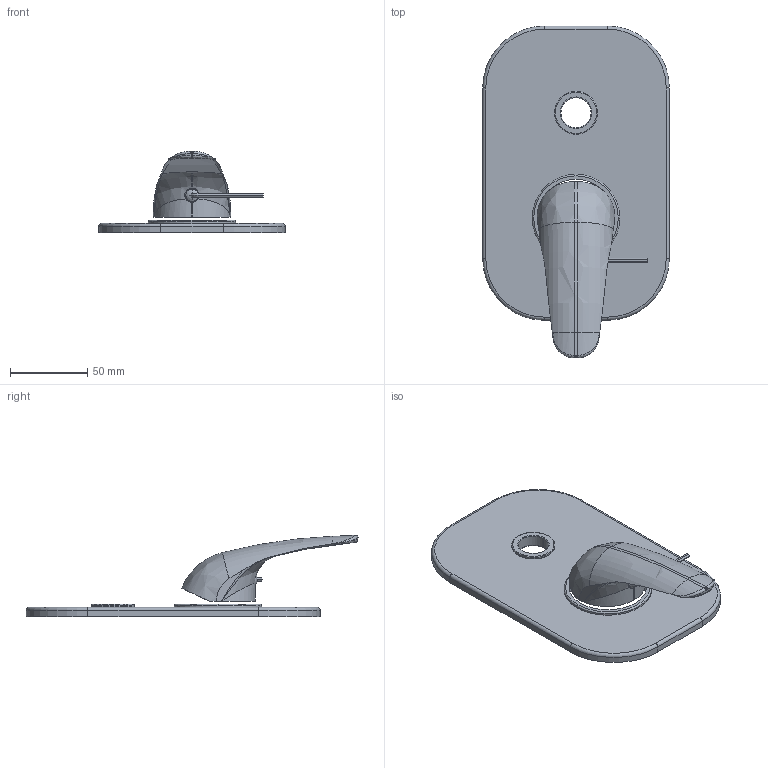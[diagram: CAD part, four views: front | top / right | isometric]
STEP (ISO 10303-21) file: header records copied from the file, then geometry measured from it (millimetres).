
FILE_DESCRIPTION((''),'2;1');
FILE_NAME('DU015CREST_ASM','2021-02-03T11:38:09',('stefano.gianpani'),('PAFFONI SpA'),'CREO PARAMETRIC BY PTC INC, 2020044','CREO PARAMETRIC BY PTC INC, 2020044','');
FILE_SCHEMA(('CONFIG_CONTROL_DESIGN','SHAPE_APPEARANCE_LAYERS_GROUPS'));
Length unit declared in the file: millimetre
Products named in the file (9): 4061044CR; 592305006A2I; CHBR25; TCF08RB91120; 8001113_ASM; 4061115CR; 2091129-F; 2091097; DU015CREST_ASM
Assembly tree (8 placements, depth 3):
  DU015CREST_ASM
    4061044CR
    8001113_ASM
      592305006A2I
      CHBR25
      TCF08RB91120
    4061115CR
    2091129-F
    2091097
Bounding box: 120.5 x 214.4 x 52.52 mm (x, y, z)
Volume: 58477 mm3; surface area: 64245.5 mm2
Topology: 7 solids, 8 shells, 197 faces, 466 edges, 288 vertices
Faces by surface type: plane 67, cylinder 64, torus 24, bspline 18, cone 18, sphere 6
Entity records: 8359 total; most frequent: CARTESIAN_POINT 2162, DIRECTION 998, ORIENTED_EDGE 920, PRESENTATION_STYLE_ASSIGNMENT 471, STYLED_ITEM 470, CURVE_STYLE 462, EDGE_CURVE 462, AXIS2_PLACEMENT_3D 401
